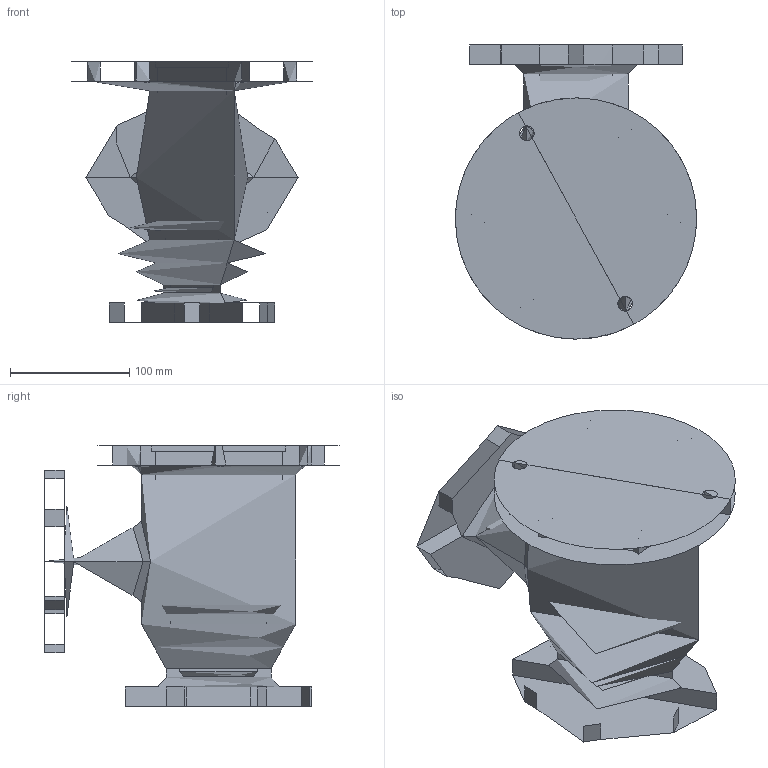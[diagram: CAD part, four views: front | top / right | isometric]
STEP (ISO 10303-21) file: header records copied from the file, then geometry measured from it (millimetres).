
FILE_DESCRIPTION(('FreeCAD Model'),'2;1');
FILE_NAME('Open CASCADE Shape Model','2025-05-07T17:11:17',('FreeCAD'),( 'FreeCAD'),'Open CASCADE STEP processor 7.6','FreeCAD','Unknown');
FILE_SCHEMA(('AUTOMOTIVE_DESIGN { 1 0 10303 214 1 1 1 1 }'));
Length unit declared in the file: millimetre
Products named in the file (1): Open CASCADE STEP translator 7.6 1
Bounding box: 202.36 x 246.94 x 218.6 mm (x, y, z)
Surface area: 335664.4 mm2 (no closed solid volume)
Topology: 0 solids, 90 shells, 90 faces, 485 edges, 486 vertices
Faces by surface type: bspline 90
Entity records: 6478 total; most frequent: CARTESIAN_POINT 4276, ORIENTED_EDGE 484, EDGE_CURVE 484, VERTEX_POINT 484, B_SPLINE_CURVE_WITH_KNOTS 189, FACE_BOUND 130, EDGE_LOOP 130, SHELL_BASED_SURFACE_MODEL 90
